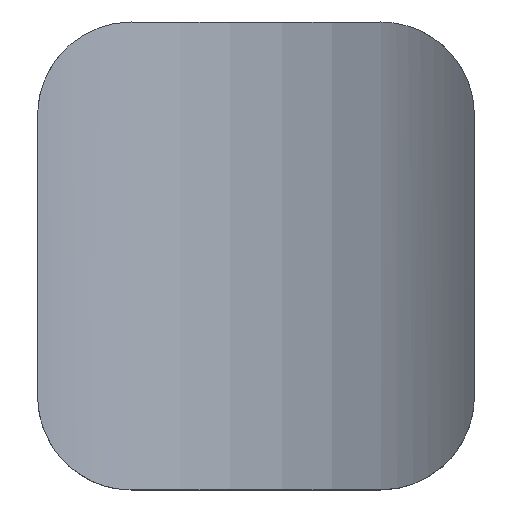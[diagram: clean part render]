
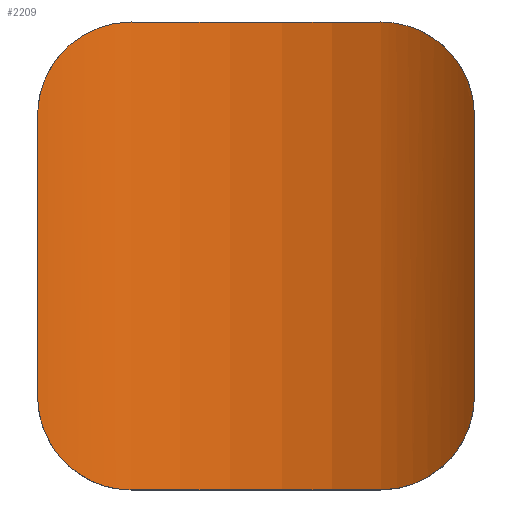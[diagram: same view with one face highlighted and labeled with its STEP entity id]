
A CAD part, top view. The second image highlights one B-rep face of the part: STEP entity #2209.
In plain terms, the highlighted cylindrical face has radius 50 mm (diameter 100 mm), a partial arc.
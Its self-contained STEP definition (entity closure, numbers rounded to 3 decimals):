
#13=B_SPLINE_CURVE_WITH_KNOTS('',3,(#3469,#3470,#3471,#3472,#3473,#3474,
#3475,#3476,#3477,#3478,#3479,#3480,#3481,#3482),.UNSPECIFIED.,.F.,.F.,
(4,2,2,2,2,2,4),(2.312,2.645,2.978,3.645,
4.222,4.511,4.8),.UNSPECIFIED.);
#14=B_SPLINE_CURVE_WITH_KNOTS('',3,(#3486,#3487,#3488,#3489,#3490,#3491,
#3492,#3493,#3494,#3495,#3496,#3497,#3498,#3499),.UNSPECIFIED.,.F.,.F.,
(4,2,2,2,2,2,4),(4.8,5.089,5.378,5.956,
6.623,6.956,7.289),.UNSPECIFIED.);
#15=B_SPLINE_CURVE_WITH_KNOTS('',3,(#3503,#3504,#3505,#3506,#3507,#3508,
#3509,#3510,#3511,#3512,#3513,#3514,#3515,#3516),.UNSPECIFIED.,.F.,.F.,
(4,2,2,2,2,2,4),(-2.489,-2.155,-1.822,
-1.156,-0.578,-0.289,0.),
 .UNSPECIFIED.);
#16=B_SPLINE_CURVE_WITH_KNOTS('',3,(#3519,#3520,#3521,#3522,#3523,#3524,
#3525,#3526,#3527,#3528,#3529,#3530,#3531,#3532),.UNSPECIFIED.,.F.,.F.,
(4,2,2,2,2,2,4),(0.,0.289,0.578,1.156,
1.822,2.155,2.489),.UNSPECIFIED.);
#179=FACE_OUTER_BOUND('',#311,.T.);
#311=EDGE_LOOP('',(#1735,#1736,#1737,#1738,#1739,#1740,#1741,#1742));
#491=LINE('',#3484,#707);
#492=LINE('',#3518,#708);
#707=VECTOR('',#2815,10.);
#708=VECTOR('',#2818,10.);
#871=CIRCLE('',#2384,50.);
#872=CIRCLE('',#2385,50.);
#1019=VERTEX_POINT('',#3465);
#1020=VERTEX_POINT('',#3466);
#1021=VERTEX_POINT('',#3468);
#1022=VERTEX_POINT('',#3483);
#1023=VERTEX_POINT('',#3485);
#1024=VERTEX_POINT('',#3500);
#1025=VERTEX_POINT('',#3502);
#1026=VERTEX_POINT('',#3517);
#1279=EDGE_CURVE('',#1019,#1020,#871,.T.);
#1280=EDGE_CURVE('',#1020,#1021,#13,.T.);
#1281=EDGE_CURVE('',#1021,#1022,#491,.T.);
#1282=EDGE_CURVE('',#1022,#1023,#14,.T.);
#1283=EDGE_CURVE('',#1023,#1024,#872,.T.);
#1284=EDGE_CURVE('',#1024,#1025,#15,.T.);
#1285=EDGE_CURVE('',#1025,#1026,#492,.T.);
#1286=EDGE_CURVE('',#1026,#1019,#16,.T.);
#1735=ORIENTED_EDGE('',*,*,#1279,.T.);
#1736=ORIENTED_EDGE('',*,*,#1280,.T.);
#1737=ORIENTED_EDGE('',*,*,#1281,.T.);
#1738=ORIENTED_EDGE('',*,*,#1282,.T.);
#1739=ORIENTED_EDGE('',*,*,#1283,.T.);
#1740=ORIENTED_EDGE('',*,*,#1284,.T.);
#1741=ORIENTED_EDGE('',*,*,#1285,.T.);
#1742=ORIENTED_EDGE('',*,*,#1286,.T.);
#2125=CYLINDRICAL_SURFACE('',#2383,50.);
#2209=ADVANCED_FACE('',(#179),#2125,.F.);
#2383=AXIS2_PLACEMENT_3D('',#3464,#2811,#2812);
#2384=AXIS2_PLACEMENT_3D('',#3467,#2813,#2814);
#2385=AXIS2_PLACEMENT_3D('',#3501,#2816,#2817);
#2811=DIRECTION('center_axis',(0.,1.,0.));
#2812=DIRECTION('ref_axis',(1.,0.,0.));
#2813=DIRECTION('center_axis',(0.,1.,0.));
#2814=DIRECTION('ref_axis',(1.,0.,0.));
#2815=DIRECTION('',(0.,-1.,0.));
#2816=DIRECTION('center_axis',(0.,-1.,0.));
#2817=DIRECTION('ref_axis',(1.,0.,0.));
#2818=DIRECTION('',(0.,1.,0.));
#3464=CARTESIAN_POINT('Origin',(0.,12120.,11.));
#3465=CARTESIAN_POINT('',(20.,135.,-34.826));
#3466=CARTESIAN_POINT('',(-20.,135.,-34.826));
#3467=CARTESIAN_POINT('Origin',(0.,135.,11.));
#3468=CARTESIAN_POINT('',(-35.,120.,-24.707));
#3469=CARTESIAN_POINT('Ctrl Pts',(-20.,135.,-34.826));
#3470=CARTESIAN_POINT('Ctrl Pts',(-21.018,135.,-34.381));
#3471=CARTESIAN_POINT('Ctrl Pts',(-22.054,134.895,-33.888));
#3472=CARTESIAN_POINT('Ctrl Pts',(-24.086,134.47,-32.831));
#3473=CARTESIAN_POINT('Ctrl Pts',(-25.083,134.15,-32.268));
#3474=CARTESIAN_POINT('Ctrl Pts',(-27.924,132.903,-30.535));
#3475=CARTESIAN_POINT('Ctrl Pts',(-29.616,131.678,-29.321));
#3476=CARTESIAN_POINT('Ctrl Pts',(-32.111,129.011,-27.354));
#3477=CARTESIAN_POINT('Ctrl Pts',(-33.164,127.441,-26.432));
#3478=CARTESIAN_POINT('Ctrl Pts',(-34.248,124.787,-25.432));
#3479=CARTESIAN_POINT('Ctrl Pts',(-34.53,123.852,-25.163));
#3480=CARTESIAN_POINT('Ctrl Pts',(-34.906,121.94,-24.8));
#3481=CARTESIAN_POINT('Ctrl Pts',(-35.,120.963,-24.707));
#3482=CARTESIAN_POINT('Ctrl Pts',(-35.,120.,-24.707));
#3483=CARTESIAN_POINT('',(-35.,75.,-24.707));
#3484=CARTESIAN_POINT('',(-35.,12120.,-24.707));
#3485=CARTESIAN_POINT('',(-20.,60.,-34.826));
#3486=CARTESIAN_POINT('Ctrl Pts',(-35.,75.,-24.707));
#3487=CARTESIAN_POINT('Ctrl Pts',(-35.,74.037,-24.707));
#3488=CARTESIAN_POINT('Ctrl Pts',(-34.906,73.06,-24.8));
#3489=CARTESIAN_POINT('Ctrl Pts',(-34.53,71.148,-25.163));
#3490=CARTESIAN_POINT('Ctrl Pts',(-34.248,70.213,-25.432));
#3491=CARTESIAN_POINT('Ctrl Pts',(-33.164,67.559,-26.432));
#3492=CARTESIAN_POINT('Ctrl Pts',(-32.111,65.989,-27.354));
#3493=CARTESIAN_POINT('Ctrl Pts',(-29.616,63.322,-29.321));
#3494=CARTESIAN_POINT('Ctrl Pts',(-27.924,62.097,-30.535));
#3495=CARTESIAN_POINT('Ctrl Pts',(-25.083,60.85,-32.268));
#3496=CARTESIAN_POINT('Ctrl Pts',(-24.086,60.53,-32.831));
#3497=CARTESIAN_POINT('Ctrl Pts',(-22.054,60.105,-33.888));
#3498=CARTESIAN_POINT('Ctrl Pts',(-21.018,60.,-34.381));
#3499=CARTESIAN_POINT('Ctrl Pts',(-20.,60.,-34.826));
#3500=CARTESIAN_POINT('',(20.,60.,-34.826));
#3501=CARTESIAN_POINT('Origin',(0.,60.,11.));
#3502=CARTESIAN_POINT('',(35.,75.,-24.707));
#3503=CARTESIAN_POINT('Ctrl Pts',(20.,60.,-34.826));
#3504=CARTESIAN_POINT('Ctrl Pts',(21.018,60.,-34.381));
#3505=CARTESIAN_POINT('Ctrl Pts',(22.054,60.105,-33.888));
#3506=CARTESIAN_POINT('Ctrl Pts',(24.086,60.53,-32.831));
#3507=CARTESIAN_POINT('Ctrl Pts',(25.083,60.85,-32.268));
#3508=CARTESIAN_POINT('Ctrl Pts',(27.924,62.097,-30.535));
#3509=CARTESIAN_POINT('Ctrl Pts',(29.616,63.322,-29.321));
#3510=CARTESIAN_POINT('Ctrl Pts',(32.111,65.989,-27.354));
#3511=CARTESIAN_POINT('Ctrl Pts',(33.164,67.559,-26.432));
#3512=CARTESIAN_POINT('Ctrl Pts',(34.248,70.213,-25.432));
#3513=CARTESIAN_POINT('Ctrl Pts',(34.53,71.148,-25.163));
#3514=CARTESIAN_POINT('Ctrl Pts',(34.906,73.06,-24.8));
#3515=CARTESIAN_POINT('Ctrl Pts',(35.,74.037,-24.707));
#3516=CARTESIAN_POINT('Ctrl Pts',(35.,75.,-24.707));
#3517=CARTESIAN_POINT('',(35.,120.,-24.707));
#3518=CARTESIAN_POINT('',(35.,12120.,-24.707));
#3519=CARTESIAN_POINT('Ctrl Pts',(35.,120.,-24.707));
#3520=CARTESIAN_POINT('Ctrl Pts',(35.,120.963,-24.707));
#3521=CARTESIAN_POINT('Ctrl Pts',(34.906,121.94,-24.8));
#3522=CARTESIAN_POINT('Ctrl Pts',(34.53,123.852,-25.163));
#3523=CARTESIAN_POINT('Ctrl Pts',(34.248,124.787,-25.432));
#3524=CARTESIAN_POINT('Ctrl Pts',(33.164,127.441,-26.432));
#3525=CARTESIAN_POINT('Ctrl Pts',(32.111,129.011,-27.354));
#3526=CARTESIAN_POINT('Ctrl Pts',(29.616,131.678,-29.321));
#3527=CARTESIAN_POINT('Ctrl Pts',(27.924,132.903,-30.535));
#3528=CARTESIAN_POINT('Ctrl Pts',(25.083,134.15,-32.268));
#3529=CARTESIAN_POINT('Ctrl Pts',(24.086,134.47,-32.831));
#3530=CARTESIAN_POINT('Ctrl Pts',(22.054,134.895,-33.888));
#3531=CARTESIAN_POINT('Ctrl Pts',(21.018,135.,-34.381));
#3532=CARTESIAN_POINT('Ctrl Pts',(20.,135.,-34.826));
